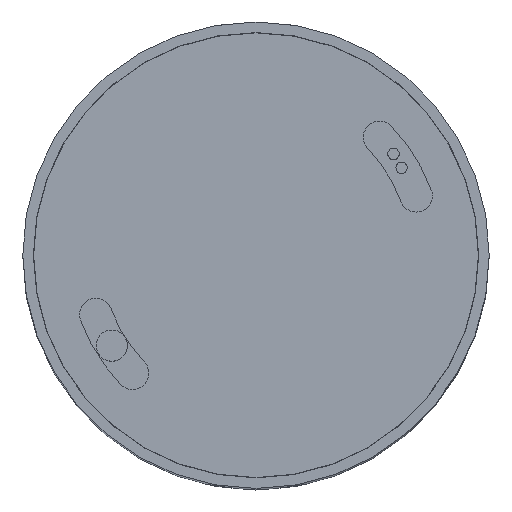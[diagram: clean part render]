
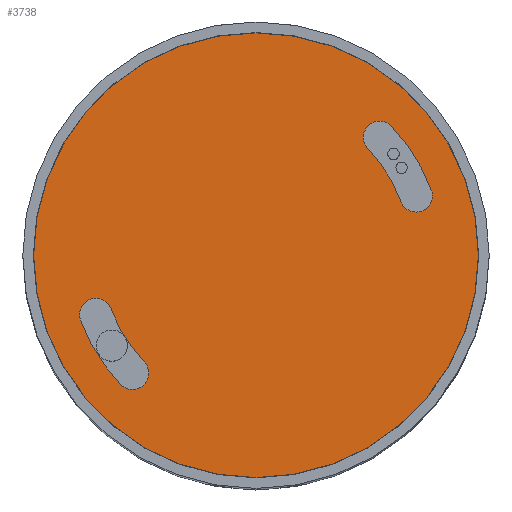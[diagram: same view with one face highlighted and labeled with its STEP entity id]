
A CAD part, top view. The second image highlights one B-rep face of the part: STEP entity #3738.
In plain terms, the highlighted planar face has unit normal (0, 0, 1).
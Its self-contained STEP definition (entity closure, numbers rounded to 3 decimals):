
#6 = DIRECTION ( 'NONE',  ( -1., 0., 0. ) ) ;
#64 = VERTEX_POINT ( 'NONE', #719 ) ;
#78 = VERTEX_POINT ( 'NONE', #2711 ) ;
#98 = CIRCLE ( 'NONE', #2316, 28.5 ) ;
#196 = DIRECTION ( 'NONE',  ( 1., 0., 0. ) ) ;
#209 = AXIS2_PLACEMENT_3D ( 'NONE', #2082, #2068, #2056 ) ;
#217 = CIRCLE ( 'NONE', #3967, 34.5 ) ;
#238 = EDGE_CURVE ( 'NONE', #2055, #3935, #2209, .T. ) ;
#263 = DIRECTION ( 'NONE',  ( 0., 0., 1. ) ) ;
#279 = VERTEX_POINT ( 'NONE', #787 ) ;
#437 = PLANE ( 'NONE',  #3308 ) ;
#443 = FACE_OUTER_BOUND ( 'NONE', #4031, .T. ) ;
#454 = DIRECTION ( 'NONE',  ( 1., 0., 0. ) ) ;
#527 = CARTESIAN_POINT ( 'NONE',  ( 0., 0., 165.6 ) ) ;
#554 = EDGE_LOOP ( 'NONE', ( #4248, #3590, #2925, #1398, #3501 ) ) ;
#618 = EDGE_CURVE ( 'NONE', #3606, #3588, #4287, .T. ) ;
#705 = CARTESIAN_POINT ( 'NONE',  ( -20.618, -19.676, 165.6 ) ) ;
#716 = CARTESIAN_POINT ( 'NONE',  ( 22.789, 21.747, 165.6 ) ) ;
#719 = CARTESIAN_POINT ( 'NONE',  ( 41., 0., 165.6 ) ) ;
#738 = EDGE_CURVE ( 'NONE', #78, #2055, #3110, .T. ) ;
#787 = CARTESIAN_POINT ( 'NONE',  ( -41., 0., 165.6 ) ) ;
#798 = EDGE_CURVE ( 'NONE', #2895, #78, #2875, .T. ) ;
#810 = CARTESIAN_POINT ( 'NONE',  ( 20.618, 19.676, 165.6 ) ) ;
#837 = CIRCLE ( 'NONE', #4234, 3. ) ;
#905 = ORIENTED_EDGE ( 'NONE', *, *, #3041, .T. ) ;
#945 = EDGE_CURVE ( 'NONE', #3935, #3306, #3520, .T. ) ;
#980 = DIRECTION ( 'NONE',  ( 0., 0., 1. ) ) ;
#1020 = DIRECTION ( 'NONE',  ( 0., 0., 1. ) ) ;
#1113 = CARTESIAN_POINT ( 'NONE',  ( 29.536, 10.949, 165.6 ) ) ;
#1211 = EDGE_CURVE ( 'NONE', #3306, #2895, #98, .T. ) ;
#1233 = FACE_BOUND ( 'NONE', #554, .T. ) ;
#1398 = ORIENTED_EDGE ( 'NONE', *, *, #3799, .F. ) ;
#1409 = DIRECTION ( 'NONE',  ( 0., 0., -1. ) ) ;
#1521 = CARTESIAN_POINT ( 'NONE',  ( -22.789, -21.747, 165.6 ) ) ;
#1574 = AXIS2_PLACEMENT_3D ( 'NONE', #3054, #1020, #3157 ) ;
#1723 = EDGE_CURVE ( 'NONE', #2099, #2850, #3364, .T. ) ;
#1725 = CARTESIAN_POINT ( 'NONE',  ( -19.789, -21.747, 165.6 ) ) ;
#1727 = AXIS2_PLACEMENT_3D ( 'NONE', #716, #3207, #4192 ) ;
#1806 = CARTESIAN_POINT ( 'NONE',  ( 0., 0., 165.6 ) ) ;
#1817 = ORIENTED_EDGE ( 'NONE', *, *, #738, .F. ) ;
#1848 = DIRECTION ( 'NONE',  ( 0., 0., 1. ) ) ;
#1866 = DIRECTION ( 'NONE',  ( 1., 0., 0. ) ) ;
#1872 = DIRECTION ( 'NONE',  ( -1., 0., 0. ) ) ;
#1913 = ORIENTED_EDGE ( 'NONE', *, *, #945, .F. ) ;
#1983 = ORIENTED_EDGE ( 'NONE', *, *, #4150, .T. ) ;
#1984 = EDGE_CURVE ( 'NONE', #3588, #2099, #2498, .T. ) ;
#1990 = CARTESIAN_POINT ( 'NONE',  ( 0., 0., 165.6 ) ) ;
#2042 = DIRECTION ( 'NONE',  ( 0., 0., -1. ) ) ;
#2055 = VERTEX_POINT ( 'NONE', #3784 ) ;
#2056 = DIRECTION ( 'NONE',  ( 1., 0., 0. ) ) ;
#2068 = DIRECTION ( 'NONE',  ( 0., 0., 1. ) ) ;
#2082 = CARTESIAN_POINT ( 'NONE',  ( -22.789, -21.747, 165.6 ) ) ;
#2099 = VERTEX_POINT ( 'NONE', #3803 ) ;
#2205 = AXIS2_PLACEMENT_3D ( 'NONE', #1990, #4300, #2318 ) ;
#2209 = CIRCLE ( 'NONE', #2860, 34.5 ) ;
#2215 = DIRECTION ( 'NONE',  ( 0., 0., 1. ) ) ;
#2239 = CARTESIAN_POINT ( 'NONE',  ( 24.959, 23.818, 165.6 ) ) ;
#2286 = CARTESIAN_POINT ( 'NONE',  ( 0., 0., 165.6 ) ) ;
#2316 = AXIS2_PLACEMENT_3D ( 'NONE', #4034, #2042, #6 ) ;
#2318 = DIRECTION ( 'NONE',  ( 1., 0., 0. ) ) ;
#2366 = DIRECTION ( 'NONE',  ( 0., 0., 1. ) ) ;
#2398 = CIRCLE ( 'NONE', #2205, 41. ) ;
#2463 = DIRECTION ( 'NONE',  ( 0., 0., 1. ) ) ;
#2494 = EDGE_CURVE ( 'NONE', #3846, #3606, #837, .T. ) ;
#2498 = CIRCLE ( 'NONE', #2733, 28.5 ) ;
#2610 = DIRECTION ( 'NONE',  ( 1., 0., 0. ) ) ;
#2630 = EDGE_LOOP ( 'NONE', ( #1913, #3717, #1817, #2798, #2721 ) ) ;
#2683 = AXIS2_PLACEMENT_3D ( 'NONE', #2286, #263, #2610 ) ;
#2711 = CARTESIAN_POINT ( 'NONE',  ( 32.536, 10.949, 165.6 ) ) ;
#2721 = ORIENTED_EDGE ( 'NONE', *, *, #1211, .F. ) ;
#2733 = AXIS2_PLACEMENT_3D ( 'NONE', #3423, #1409, #3751 ) ;
#2753 = CIRCLE ( 'NONE', #2683, 41. ) ;
#2798 = ORIENTED_EDGE ( 'NONE', *, *, #798, .F. ) ;
#2850 = VERTEX_POINT ( 'NONE', #2863 ) ;
#2860 = AXIS2_PLACEMENT_3D ( 'NONE', #527, #980, #1872 ) ;
#2863 = CARTESIAN_POINT ( 'NONE',  ( -32.349, -11.992, 165.6 ) ) ;
#2875 = CIRCLE ( 'NONE', #3599, 3. ) ;
#2895 = VERTEX_POINT ( 'NONE', #3240 ) ;
#2925 = ORIENTED_EDGE ( 'NONE', *, *, #2494, .F. ) ;
#3015 = FACE_BOUND ( 'NONE', #2630, .T. ) ;
#3041 = EDGE_CURVE ( 'NONE', #64, #279, #2398, .T. ) ;
#3054 = CARTESIAN_POINT ( 'NONE',  ( 29.536, 10.949, 165.6 ) ) ;
#3110 = CIRCLE ( 'NONE', #1574, 3. ) ;
#3157 = DIRECTION ( 'NONE',  ( 1., 0., 0. ) ) ;
#3207 = DIRECTION ( 'NONE',  ( 0., 0., 1. ) ) ;
#3240 = CARTESIAN_POINT ( 'NONE',  ( 26.723, 9.906, 165.6 ) ) ;
#3306 = VERTEX_POINT ( 'NONE', #810 ) ;
#3308 = AXIS2_PLACEMENT_3D ( 'NONE', #1806, #2463, #454 ) ;
#3364 = CIRCLE ( 'NONE', #3499, 3. ) ;
#3423 = CARTESIAN_POINT ( 'NONE',  ( 0., 0., 165.6 ) ) ;
#3499 = AXIS2_PLACEMENT_3D ( 'NONE', #4210, #2215, #196 ) ;
#3501 = ORIENTED_EDGE ( 'NONE', *, *, #1723, .F. ) ;
#3520 = CIRCLE ( 'NONE', #1727, 3. ) ;
#3526 = CARTESIAN_POINT ( 'NONE',  ( -24.959, -23.818, 165.6 ) ) ;
#3588 = VERTEX_POINT ( 'NONE', #705 ) ;
#3590 = ORIENTED_EDGE ( 'NONE', *, *, #618, .F. ) ;
#3599 = AXIS2_PLACEMENT_3D ( 'NONE', #1113, #2366, #4343 ) ;
#3606 = VERTEX_POINT ( 'NONE', #1725 ) ;
#3717 = ORIENTED_EDGE ( 'NONE', *, *, #238, .F. ) ;
#3738 = ADVANCED_FACE ( 'NONE', ( #3015, #1233, #443 ), #437, .T. ) ;
#3751 = DIRECTION ( 'NONE',  ( -1., 0., 0. ) ) ;
#3784 = CARTESIAN_POINT ( 'NONE',  ( 32.349, 11.992, 165.6 ) ) ;
#3799 = EDGE_CURVE ( 'NONE', #2850, #3846, #217, .T. ) ;
#3803 = CARTESIAN_POINT ( 'NONE',  ( -26.723, -9.906, 165.6 ) ) ;
#3838 = CARTESIAN_POINT ( 'NONE',  ( 0., 0., 165.6 ) ) ;
#3846 = VERTEX_POINT ( 'NONE', #3526 ) ;
#3860 = DIRECTION ( 'NONE',  ( 0., 0., 1. ) ) ;
#3935 = VERTEX_POINT ( 'NONE', #2239 ) ;
#3967 = AXIS2_PLACEMENT_3D ( 'NONE', #3838, #1848, #4171 ) ;
#4031 = EDGE_LOOP ( 'NONE', ( #905, #1983 ) ) ;
#4034 = CARTESIAN_POINT ( 'NONE',  ( 0., 0., 165.6 ) ) ;
#4150 = EDGE_CURVE ( 'NONE', #279, #64, #2753, .T. ) ;
#4171 = DIRECTION ( 'NONE',  ( -1., 0., 0. ) ) ;
#4192 = DIRECTION ( 'NONE',  ( 1., 0., 0. ) ) ;
#4210 = CARTESIAN_POINT ( 'NONE',  ( -29.536, -10.949, 165.6 ) ) ;
#4234 = AXIS2_PLACEMENT_3D ( 'NONE', #1521, #3860, #1866 ) ;
#4248 = ORIENTED_EDGE ( 'NONE', *, *, #1984, .F. ) ;
#4287 = CIRCLE ( 'NONE', #209, 3. ) ;
#4300 = DIRECTION ( 'NONE',  ( 0., 0., 1. ) ) ;
#4343 = DIRECTION ( 'NONE',  ( 1., 0., 0. ) ) ;
